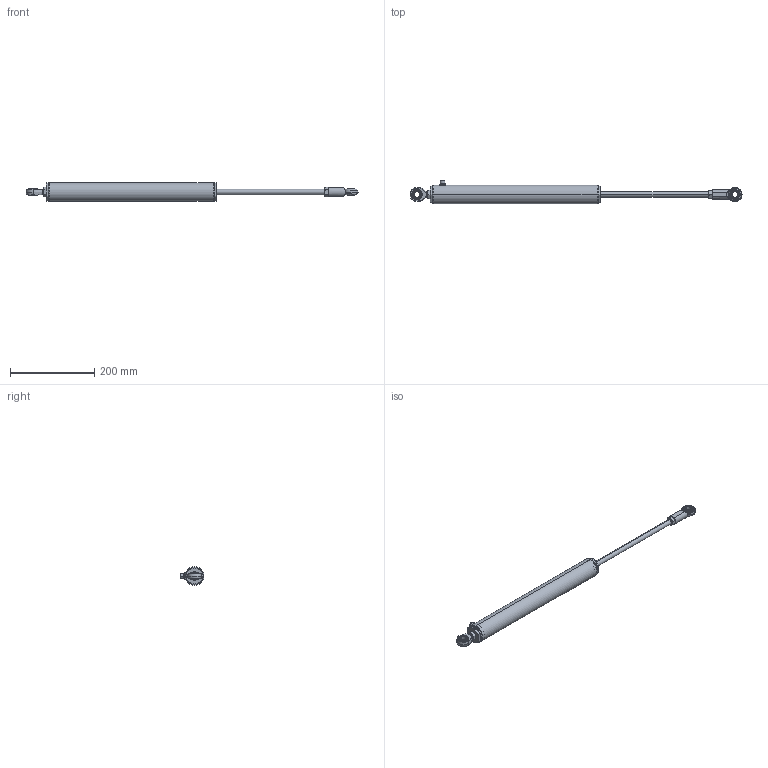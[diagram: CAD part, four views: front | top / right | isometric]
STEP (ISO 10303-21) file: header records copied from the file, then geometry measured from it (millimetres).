
FILE_DESCRIPTION (( 'STEP AP214' ), '1' );
FILE_NAME ('LVE45-250R-01-10S.STEP', '2022-03-08T14:22:49', ( '' ), ( '' ), 'SwSTEP 2.0', 'SolidWorks 2021', '' );
FILE_SCHEMA (( 'AUTOMOTIVE_DESIGN' ));
Length unit declared in the file: inch
Products named in the file (24): 3900-0009-YY; 3100-0021; 3100-0023_9452K91; 3100-0012-YY; 3100-0011-YY; 3100-0174_9452K116; 3100-0020; 3100-0212; 3100-0026_91545A280; 3100-0203-XX-Y_3100-0203-10-Y; 3100-0015_91078A225; 3100-0027_98435A131; 5500-0013, PCB (Dia .685)_MHPE; 3900-0008-XX-Y_-10; 3100-0024_90025K226; 3100-0161_91847A525; 3100-0041-XX-Z_3100-0041-10-Z; 3100-0013; LVE45-250R-01-10S; 3900-0015-XX-0_3900-0015-10-0; 3300-0003-XX_3300-0003-10; 3100-0025_9368T161; 3100-0016-YY; 5800-0019
Assembly tree (25 placements, depth 3):
  LVE45-250R-01-10S
    3100-0203-XX-Y_3100-0203-10-Y
    5800-0019
    3100-0174_9452K116
    3100-0012-YY
    3100-0015_91078A225  x2
    3100-0021
    3900-0008-XX-Y_-10
      3300-0003-XX_3300-0003-10
      3100-0020
      3100-0016-YY
      3100-0023_9452K91
      5500-0013, PCB (Dia .685)_MHPE
    3900-0015-XX-0_3900-0015-10-0
      3100-0041-XX-Z_3100-0041-10-Z
      3100-0013
      3100-0161_91847A525
    3900-0009-YY
      3100-0011-YY
      3100-0174_9452K116
      3100-0024_90025K226
      3100-0025_9368T161
      3100-0026_91545A280
      3100-0027_98435A131
    3100-0212
Bounding box: 787.51 x 56.36 x 44.45 mm (x, y, z)
Volume: 310256.7 mm3; surface area: 182971.6 mm2
Topology: 23 solids, 24 shells, 873 faces, 2091 edges, 1303 vertices
Faces by surface type: cylinder 297, plane 198, cone 194, bspline 184
Entity records: 46052 total; most frequent: CARTESIAN_POINT 27115, ORIENTED_EDGE 3932, DIRECTION 3425, EDGE_CURVE 1966, AXIS2_PLACEMENT_3D 1388, VERTEX_POINT 1232, EDGE_LOOP 912, ADVANCED_FACE 825
